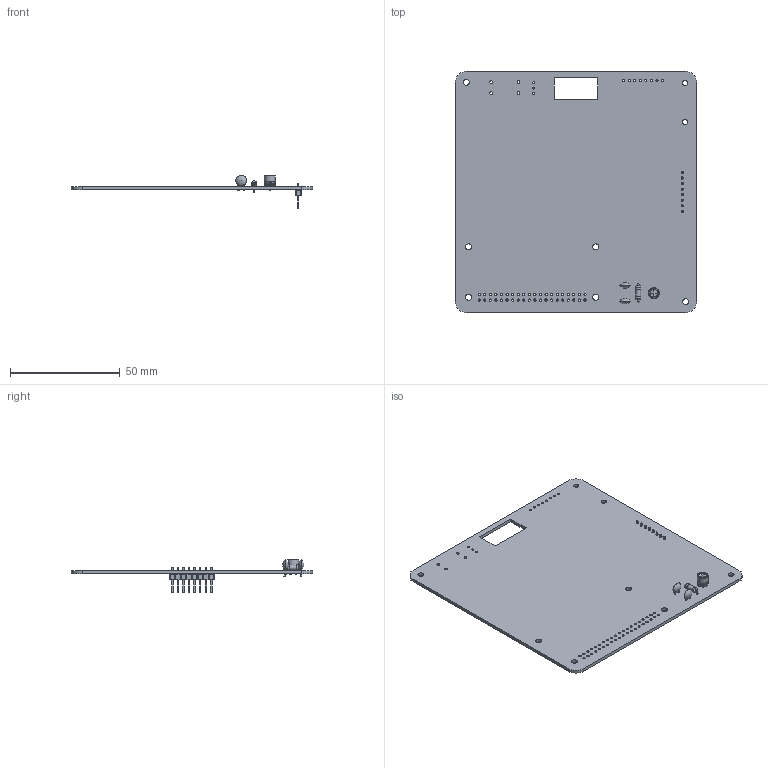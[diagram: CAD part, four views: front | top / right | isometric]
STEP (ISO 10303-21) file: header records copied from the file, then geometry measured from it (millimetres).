
FILE_DESCRIPTION(('KiCad electronic assembly'),'2;1');
FILE_NAME('PaperCam_Kicad.step','2025-06-25T06:46:28',('Pcbnew'),( 'Kicad'),'Open CASCADE STEP processor 7.8','KiCad to STEP converter' ,'Unknown');
FILE_SCHEMA(('AUTOMOTIVE_DESIGN { 1 0 10303 214 1 1 1 1 }'));
Length unit declared in the file: millimetre
Products named in the file (6): PaperCam_Kicad 1; C_Disc_D5.0mm_W2.5mm_P2.50mm; CP_Radial_D5.0mm_P2.50mm; R_Axial_DIN0207_L6.3mm_D2.5mm_P7.62mm_Horizontal; PinHeader_1x08_P2.54mm_Vertical; PaperCam_Kicad_PCB
Assembly tree (6 placements, depth 2):
  PaperCam_Kicad 1
    C_Disc_D5.0mm_W2.5mm_P2.50mm  x2
    CP_Radial_D5.0mm_P2.50mm
    R_Axial_DIN0207_L6.3mm_D2.5mm_P7.62mm_Horizontal
    PinHeader_1x08_P2.54mm_Vertical
    PaperCam_Kicad_PCB
Bounding box: 110 x 110 x 15.32 mm (x, y, z)
Volume: 18120.3 mm3; surface area: 25469.6 mm2
Topology: 6 solids, 7 shells, 365 faces, 916 edges, 583 vertices
Faces by surface type: plane 239, cylinder 105, bspline 6, torus 6, revolution 5, sphere 4
Full cylindrical faces by diameter (mm): 0.5 x6, 0.6 x2, 0.8 x8, 0.9 x3, 1 x56, 1.3 x4, 2.25 x1, 2.5 x4, 2.7 x2, 2.75 x4
Entity records: 14048 total; most frequent: CARTESIAN_POINT 3062, DIRECTION 1819, ORIENTED_EDGE 1794, EDGE_CURVE 897, LINE 632, VECTOR 632, AXIS2_PLACEMENT_3D 591, VERTEX_POINT 572
